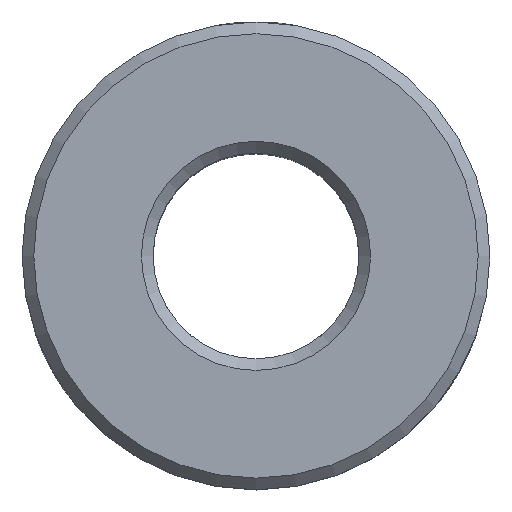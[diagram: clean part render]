
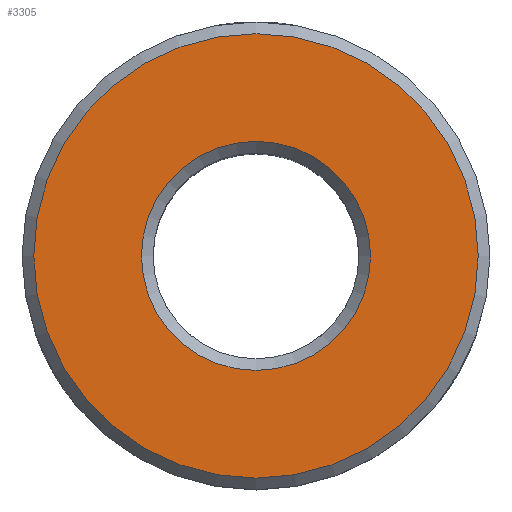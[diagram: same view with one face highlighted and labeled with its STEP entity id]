
A CAD part, top view. The second image highlights one B-rep face of the part: STEP entity #3305.
In plain terms, the highlighted planar face has unit normal (0, 0, 1).
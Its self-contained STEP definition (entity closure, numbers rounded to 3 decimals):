
#797 = CONICAL_SURFACE('',#798,16.,0.785);
#798 = AXIS2_PLACEMENT_3D('',#799,#800,#801);
#799 = CARTESIAN_POINT('',(0.,0.,34.7));
#800 = DIRECTION('',(0.,0.,-1.));
#801 = DIRECTION('',(1.,0.,0.));
#2325 = VERTEX_POINT('',#2326);
#2326 = CARTESIAN_POINT('',(15.2,0.,35.5));
#2349 = EDGE_CURVE('',#2325,#2325,#2350,.T.);
#2350 = SURFACE_CURVE('',#2351,(#2356,#2363),.PCURVE_S1.);
#2351 = CIRCLE('',#2352,15.2);
#2352 = AXIS2_PLACEMENT_3D('',#2353,#2354,#2355);
#2353 = CARTESIAN_POINT('',(0.,0.,35.5));
#2354 = DIRECTION('',(0.,0.,-1.));
#2355 = DIRECTION('',(1.,0.,0.));
#2356 = PCURVE('',#797,#2357);
#2357 = DEFINITIONAL_REPRESENTATION('',(#2358),#2362);
#2358 = LINE('',#2359,#2360);
#2359 = CARTESIAN_POINT('',(0.,-0.8));
#2360 = VECTOR('',#2361,1.);
#2361 = DIRECTION('',(1.,-0.));
#2362 = ( GEOMETRIC_REPRESENTATION_CONTEXT(2) 
PARAMETRIC_REPRESENTATION_CONTEXT() REPRESENTATION_CONTEXT('2D SPACE',''
  ) );
#2363 = PCURVE('',#2364,#2369);
#2364 = PLANE('',#2365);
#2365 = AXIS2_PLACEMENT_3D('',#2366,#2367,#2368);
#2366 = CARTESIAN_POINT('',(0.,0.,35.5));
#2367 = DIRECTION('',(0.,0.,-1.));
#2368 = DIRECTION('',(1.,0.,0.));
#2369 = DEFINITIONAL_REPRESENTATION('',(#2370),#2374);
#2370 = CIRCLE('',#2371,15.2);
#2371 = AXIS2_PLACEMENT_2D('',#2372,#2373);
#2372 = CARTESIAN_POINT('',(0.,0.));
#2373 = DIRECTION('',(1.,0.));
#2374 = ( GEOMETRIC_REPRESENTATION_CONTEXT(2) 
PARAMETRIC_REPRESENTATION_CONTEXT() REPRESENTATION_CONTEXT('2D SPACE',''
  ) );
#3305 = ADVANCED_FACE('',(#3306,#3309),#2364,.F.);
#3306 = FACE_BOUND('',#3307,.F.);
#3307 = EDGE_LOOP('',(#3308));
#3308 = ORIENTED_EDGE('',*,*,#2349,.T.);
#3309 = FACE_BOUND('',#3310,.F.);
#3310 = EDGE_LOOP('',(#3311));
#3311 = ORIENTED_EDGE('',*,*,#3312,.F.);
#3312 = EDGE_CURVE('',#3313,#3313,#3315,.T.);
#3313 = VERTEX_POINT('',#3314);
#3314 = CARTESIAN_POINT('',(7.835,0.,35.5));
#3315 = SURFACE_CURVE('',#3316,(#3321,#3328),.PCURVE_S1.);
#3316 = CIRCLE('',#3317,7.835);
#3317 = AXIS2_PLACEMENT_3D('',#3318,#3319,#3320);
#3318 = CARTESIAN_POINT('',(0.,0.,35.5));
#3319 = DIRECTION('',(0.,0.,-1.));
#3320 = DIRECTION('',(1.,0.,0.));
#3321 = PCURVE('',#2364,#3322);
#3322 = DEFINITIONAL_REPRESENTATION('',(#3323),#3327);
#3323 = CIRCLE('',#3324,7.835);
#3324 = AXIS2_PLACEMENT_2D('',#3325,#3326);
#3325 = CARTESIAN_POINT('',(0.,0.));
#3326 = DIRECTION('',(1.,0.));
#3327 = ( GEOMETRIC_REPRESENTATION_CONTEXT(2) 
PARAMETRIC_REPRESENTATION_CONTEXT() REPRESENTATION_CONTEXT('2D SPACE',''
  ) );
#3328 = PCURVE('',#3329,#3334);
#3329 = CONICAL_SURFACE('',#3330,7.035,0.785);
#3330 = AXIS2_PLACEMENT_3D('',#3331,#3332,#3333);
#3331 = CARTESIAN_POINT('',(0.,0.,34.7));
#3332 = DIRECTION('',(0.,0.,1.));
#3333 = DIRECTION('',(1.,0.,0.));
#3334 = DEFINITIONAL_REPRESENTATION('',(#3335),#3339);
#3335 = LINE('',#3336,#3337);
#3336 = CARTESIAN_POINT('',(-0.,0.8));
#3337 = VECTOR('',#3338,1.);
#3338 = DIRECTION('',(-1.,0.));
#3339 = ( GEOMETRIC_REPRESENTATION_CONTEXT(2) 
PARAMETRIC_REPRESENTATION_CONTEXT() REPRESENTATION_CONTEXT('2D SPACE',''
  ) );
